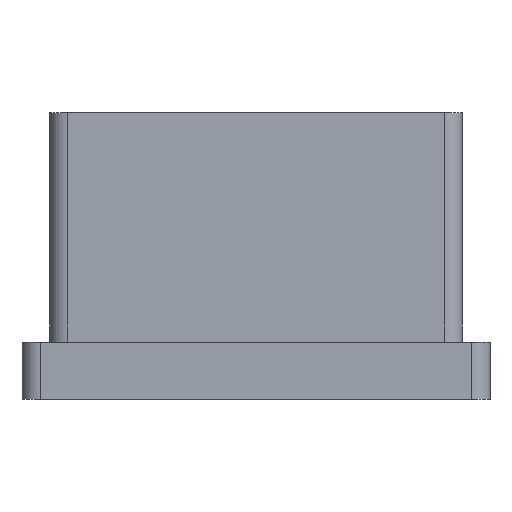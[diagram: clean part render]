
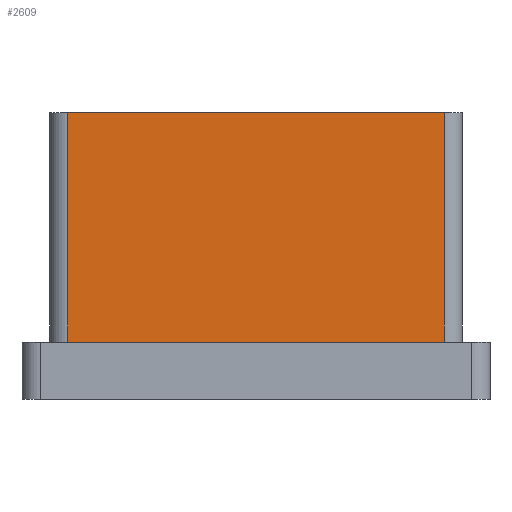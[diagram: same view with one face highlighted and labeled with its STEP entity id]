
A CAD part, left-side view. The second image highlights one B-rep face of the part: STEP entity #2609.
In plain terms, the highlighted planar face has unit normal (-1, 0, 0).
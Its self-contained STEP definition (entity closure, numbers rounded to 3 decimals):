
#161=PLANE('',#2829);
#254=FACE_OUTER_BOUND('',#415,.T.);
#415=EDGE_LOOP('',(#1931,#1932,#1933,#1934));
#619=LINE('',#3791,#872);
#620=LINE('',#3793,#873);
#621=LINE('',#3795,#874);
#622=LINE('',#3796,#875);
#872=VECTOR('',#3167,10.414);
#873=VECTOR('',#3168,6.35);
#874=VECTOR('',#3169,10.414);
#875=VECTOR('',#3170,6.35);
#1212=VERTEX_POINT('',#3789);
#1213=VERTEX_POINT('',#3790);
#1214=VERTEX_POINT('',#3792);
#1215=VERTEX_POINT('',#3794);
#1490=EDGE_CURVE('',#1212,#1213,#619,.T.);
#1491=EDGE_CURVE('',#1213,#1214,#620,.T.);
#1492=EDGE_CURVE('',#1215,#1214,#621,.T.);
#1493=EDGE_CURVE('',#1215,#1212,#622,.T.);
#1931=ORIENTED_EDGE('',*,*,#1490,.T.);
#1932=ORIENTED_EDGE('',*,*,#1491,.T.);
#1933=ORIENTED_EDGE('',*,*,#1492,.F.);
#1934=ORIENTED_EDGE('',*,*,#1493,.T.);
#2609=ADVANCED_FACE('',(#254),#161,.T.);
#2829=AXIS2_PLACEMENT_3D('',#3788,#3165,#3166);
#3165=DIRECTION('center_axis',(-1.,0.,0.));
#3166=DIRECTION('ref_axis',(0.,-1.,0.));
#3167=DIRECTION('',(0.,-1.,0.));
#3168=DIRECTION('',(0.,0.,1.));
#3169=DIRECTION('',(0.,-1.,0.));
#3170=DIRECTION('',(0.,0.,-1.));
#3788=CARTESIAN_POINT('Origin',(-5.715,5.715,-4.572));
#3789=CARTESIAN_POINT('',(-5.715,5.207,-4.572));
#3790=CARTESIAN_POINT('',(-5.715,-5.207,-4.572));
#3791=CARTESIAN_POINT('',(-5.715,5.207,-4.572));
#3792=CARTESIAN_POINT('',(-5.715,-5.207,1.778));
#3793=CARTESIAN_POINT('',(-5.715,-5.207,-4.572));
#3794=CARTESIAN_POINT('',(-5.715,5.207,1.778));
#3795=CARTESIAN_POINT('',(-5.715,5.207,1.778));
#3796=CARTESIAN_POINT('',(-5.715,5.207,1.778));
